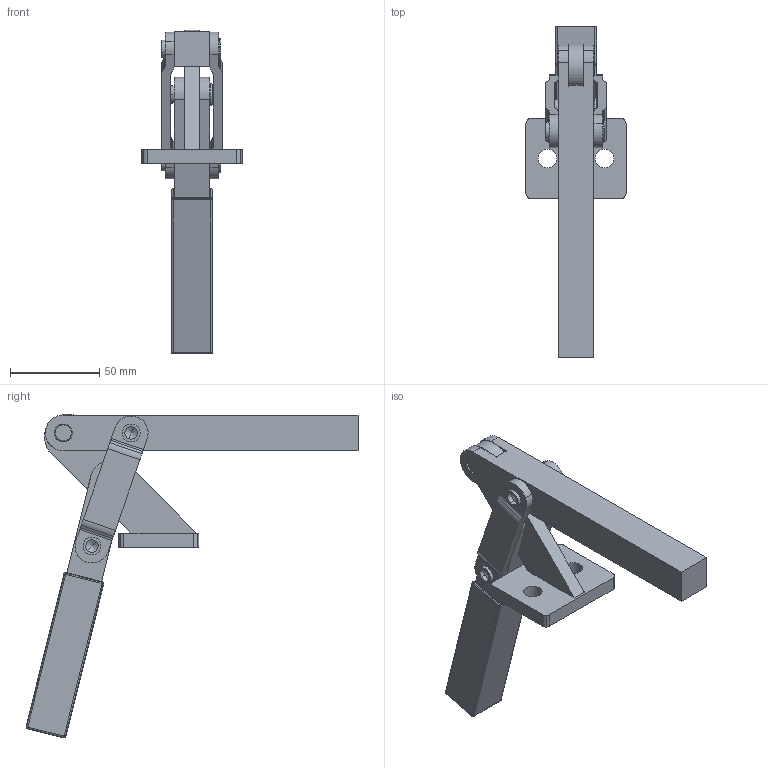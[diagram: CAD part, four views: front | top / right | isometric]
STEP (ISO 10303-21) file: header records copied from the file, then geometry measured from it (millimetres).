
FILE_DESCRIPTION((''),'2;1');
FILE_NAME('225.0.stp','2005-09-01T11:21:19',('CAD'),(''),'Autodesk Inventor 8','Autodesk Inventor 8','');
FILE_SCHEMA(('AUTOMOTIVE_DESIGN { 1 0 10303 214 1 1 1 1 }'));
Length unit declared in the file: millimetre
Products named in the file (1): Part4
Bounding box: 56 x 185.86 x 181.22 mm (x, y, z)
Volume: 183927 mm3; surface area: 46417.6 mm2
Topology: 1 solids, 2 shells, 280 faces, 797 edges, 509 vertices
Faces by surface type: plane 164, cylinder 86, bspline 12, sphere 8, torus 6, cone 4
Entity records: 9196 total; most frequent: CARTESIAN_POINT 1897, ORIENTED_EDGE 1566, DIRECTION 1549, EDGE_CURVE 783, AXIS2_PLACEMENT_3D 557, VERTEX_POINT 509, VECTOR 435, LINE 435
